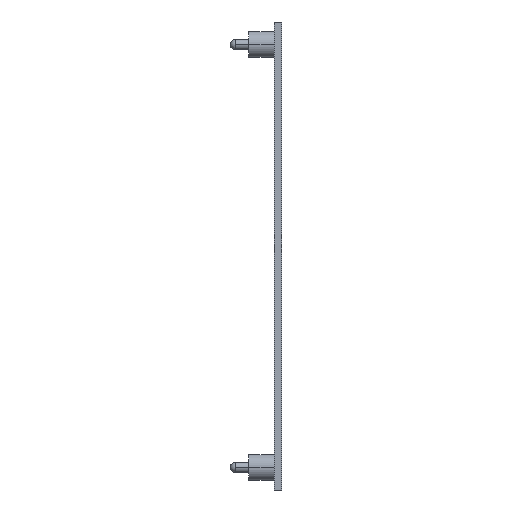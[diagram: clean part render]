
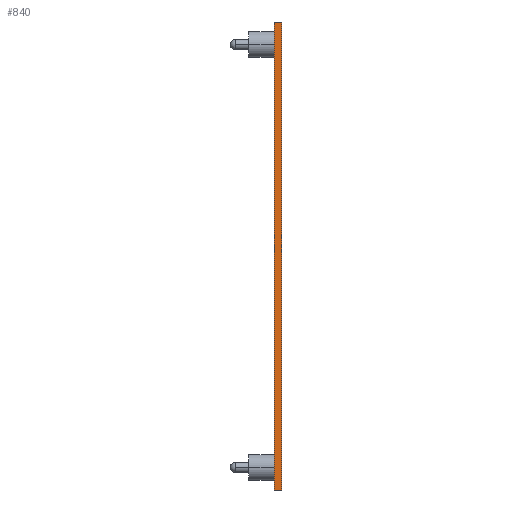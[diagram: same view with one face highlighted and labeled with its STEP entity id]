
A CAD part, left-side view. The second image highlights one B-rep face of the part: STEP entity #840.
In plain terms, the highlighted planar face has unit normal (-1, 0, 0).
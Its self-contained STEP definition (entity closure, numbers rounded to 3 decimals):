
#2 = VERTEX_POINT ( 'NONE', #1819 ) ;
#4 = DIRECTION ( 'NONE',  ( 0., 1., 0. ) ) ;
#76 = VECTOR ( 'NONE', #520, 1000. ) ;
#82 = ORIENTED_EDGE ( 'NONE', *, *, #1302, .F. ) ;
#96 = EDGE_LOOP ( 'NONE', ( #283, #1012, #82, #295 ) ) ;
#160 = VERTEX_POINT ( 'NONE', #1137 ) ;
#218 = CARTESIAN_POINT ( 'NONE',  ( -83.5, 0., -63.5 ) ) ;
#249 = EDGE_CURVE ( 'NONE', #367, #1010, #1025, .T. ) ;
#276 = VECTOR ( 'NONE', #1047, 1000. ) ;
#283 = ORIENTED_EDGE ( 'NONE', *, *, #249, .F. ) ;
#288 = CARTESIAN_POINT ( 'NONE',  ( -83.5, 0., 63.5 ) ) ;
#292 = EDGE_CURVE ( 'NONE', #1010, #2, #1323, .T. ) ;
#295 = ORIENTED_EDGE ( 'NONE', *, *, #292, .F. ) ;
#305 = VECTOR ( 'NONE', #1298, 1000. ) ;
#367 = VERTEX_POINT ( 'NONE', #1334 ) ;
#397 = EDGE_CURVE ( 'NONE', #367, #160, #1794, .T. ) ;
#431 = VECTOR ( 'NONE', #4, 1000. ) ;
#520 = DIRECTION ( 'NONE',  ( 0., 0., 1. ) ) ;
#643 = LINE ( 'NONE', #1807, #76 ) ;
#840 = ADVANCED_FACE ( 'NONE', ( #1653 ), #1202, .T. ) ;
#922 = AXIS2_PLACEMENT_3D ( 'NONE', #1341, #1783, #1054 ) ;
#1010 = VERTEX_POINT ( 'NONE', #218 ) ;
#1012 = ORIENTED_EDGE ( 'NONE', *, *, #397, .T. ) ;
#1025 = LINE ( 'NONE', #288, #305 ) ;
#1047 = DIRECTION ( 'NONE',  ( 0., 1., 0. ) ) ;
#1054 = DIRECTION ( 'NONE',  ( 0., 0., 1. ) ) ;
#1137 = CARTESIAN_POINT ( 'NONE',  ( -83.5, 2., 63.5 ) ) ;
#1202 = PLANE ( 'NONE',  #922 ) ;
#1298 = DIRECTION ( 'NONE',  ( 0., 0., -1. ) ) ;
#1302 = EDGE_CURVE ( 'NONE', #2, #160, #643, .T. ) ;
#1323 = LINE ( 'NONE', #1655, #431 ) ;
#1334 = CARTESIAN_POINT ( 'NONE',  ( -83.5, 0., 63.5 ) ) ;
#1341 = CARTESIAN_POINT ( 'NONE',  ( -83.5, 0., -63.5 ) ) ;
#1645 = CARTESIAN_POINT ( 'NONE',  ( -83.5, 0., 63.5 ) ) ;
#1653 = FACE_OUTER_BOUND ( 'NONE', #96, .T. ) ;
#1655 = CARTESIAN_POINT ( 'NONE',  ( -83.5, 0., -63.5 ) ) ;
#1783 = DIRECTION ( 'NONE',  ( -1., 0., 0. ) ) ;
#1794 = LINE ( 'NONE', #1645, #276 ) ;
#1807 = CARTESIAN_POINT ( 'NONE',  ( -83.5, 2., 63.5 ) ) ;
#1819 = CARTESIAN_POINT ( 'NONE',  ( -83.5, 2., -63.5 ) ) ;
